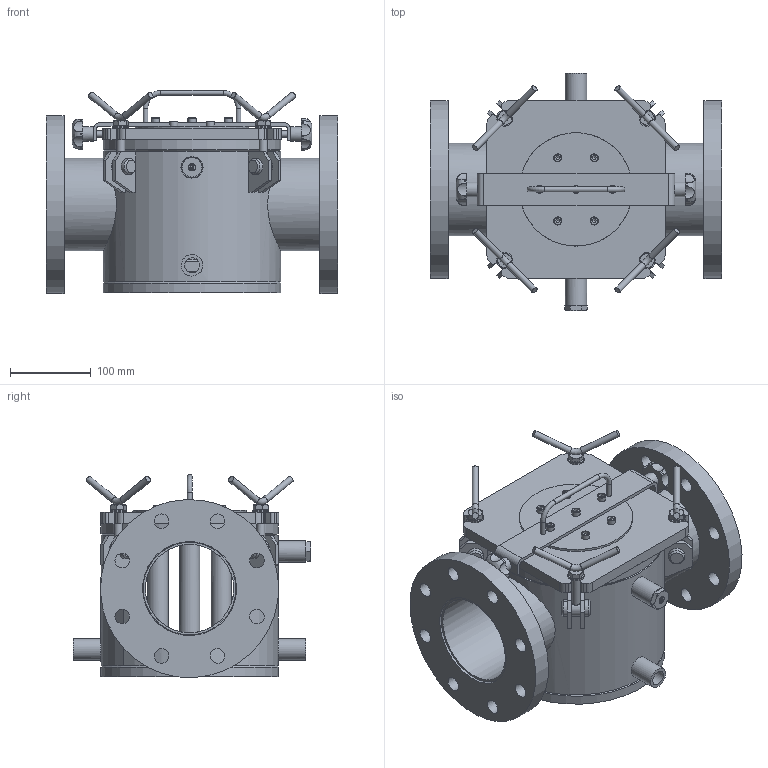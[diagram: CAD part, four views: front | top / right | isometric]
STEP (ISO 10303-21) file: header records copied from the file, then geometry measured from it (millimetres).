
FILE_DESCRIPTION(/* description */ (''),/* implementation_level */ '2;1');
FILE_NAME(/* name */ 'SSFD0100383 A.stp',/* time_stamp */ '2019-05-21T10:53:42+02:00',/* author */ ('cr'),/* organization */ (''),/* preprocessor_version */ 'ST-DEVELOPER v17.2',/* originating_system */ 'Autodesk Inventor 2019',/* authorisation */ '');
FILE_SCHEMA (('AUTOMOTIVE_DESIGN { 1 0 10303 214 3 1 1 }'));
Length unit declared in the file: millimetre
Products named in the file (1): Part2
Bounding box: 360 x 293.1 x 250.9 mm (x, y, z)
Volume: 3832632.6 mm3; surface area: 1144169 mm2
Topology: 18 solids, 30 shells, 780 faces, 1967 edges, 1318 vertices
Faces by surface type: plane 398, cylinder 209, cone 73, bspline 61, torus 39
Full cylindrical faces by diameter (mm): 4.917 x7, 6 x10, 6.2 x7, 6.5 x3, 6.647 x2, 8 x10, 9 x1, 9.188 x4, 10 x17, 10.5 x4, 15.4 x4, 16.7 x1, 18 x18, 18.631 x3, 20 x11, 20.2 x8, 24 x7, 25 x7, 26.5 x3, 106 x1, 109.1 x2, 114.3 x4, 116 x2, 140 x1, 161.5 x2, 168.3 x2, 179.3 x1, 194.3 x1, 211.5 x1, 219.1 x2
Entity records: 27896 total; most frequent: CARTESIAN_POINT 8074, ORIENTED_EDGE 3958, DIRECTION 3827, EDGE_CURVE 1979, AXIS2_PLACEMENT_3D 1463, VERTEX_POINT 1348, EDGE_LOOP 959, LINE 901
